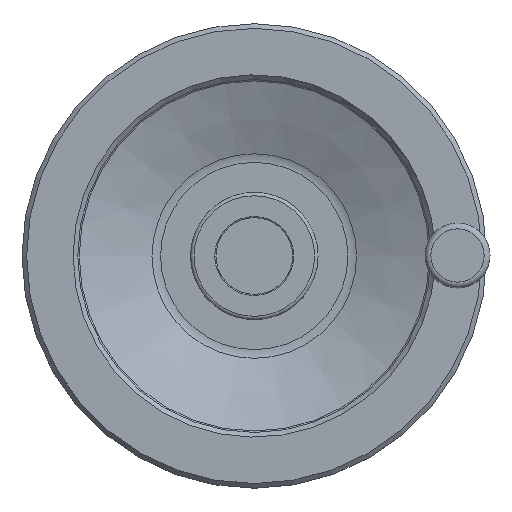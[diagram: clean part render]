
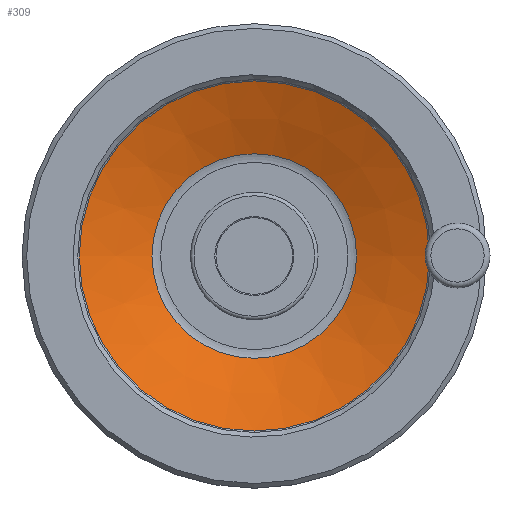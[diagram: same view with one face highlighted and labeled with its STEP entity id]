
A CAD part, top view. The second image highlights one B-rep face of the part: STEP entity #309.
In plain terms, the highlighted conical face has half-angle 68.199 degrees and reference radius 42.25 mm.
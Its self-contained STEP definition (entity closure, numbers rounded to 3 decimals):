
#309 = ADVANCED_FACE( '', ( #736, #737 ), #738, .F. );
#736 = FACE_BOUND( '', #1863, .T. );
#737 = FACE_OUTER_BOUND( '', #1864, .T. );
#738 = CONICAL_SURFACE( '', #1865, 42.25, 1.19 );
#1863 = EDGE_LOOP( '', ( #3366 ) );
#1864 = EDGE_LOOP( '', ( #3367 ) );
#1865 = AXIS2_PLACEMENT_3D( '', #3368, #3369, #3370 );
#3366 = ORIENTED_EDGE( '', *, *, #4279, .T. );
#3367 = ORIENTED_EDGE( '', *, *, #4257, .T. );
#3368 = CARTESIAN_POINT( '', ( 0., 0., 24.4 ) );
#3369 = DIRECTION( '', ( 0., 0., 1. ) );
#3370 = DIRECTION( '', ( 1., 0., 0. ) );
#4257 = EDGE_CURVE( '', #4841, #4841, #4842, .T. );
#4279 = EDGE_CURVE( '', #4870, #4870, #4871, .T. );
#4841 = VERTEX_POINT( '', #6116 );
#4842 = CIRCLE( '', #6117, 75.371 );
#4870 = VERTEX_POINT( '', #6236 );
#4871 = CIRCLE( '', #6237, 44.038 );
#6116 = CARTESIAN_POINT( '', ( 75.371, 0., 37.649 ) );
#6117 = AXIS2_PLACEMENT_3D( '', #7076, #7077, #7078 );
#6236 = CARTESIAN_POINT( '', ( -44.038, 0., 25.115 ) );
#6237 = AXIS2_PLACEMENT_3D( '', #7104, #7105, #7106 );
#7076 = CARTESIAN_POINT( '', ( 0., 0., 37.649 ) );
#7077 = DIRECTION( '', ( 0., 0., 1. ) );
#7078 = DIRECTION( '', ( 1., 0., 0. ) );
#7104 = CARTESIAN_POINT( '', ( 0., 0., 25.115 ) );
#7105 = DIRECTION( '', ( 0., 0., -1. ) );
#7106 = DIRECTION( '', ( -1., 0., 0. ) );
